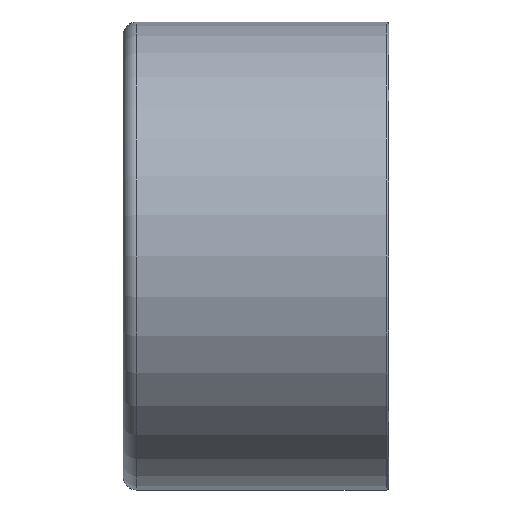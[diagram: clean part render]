
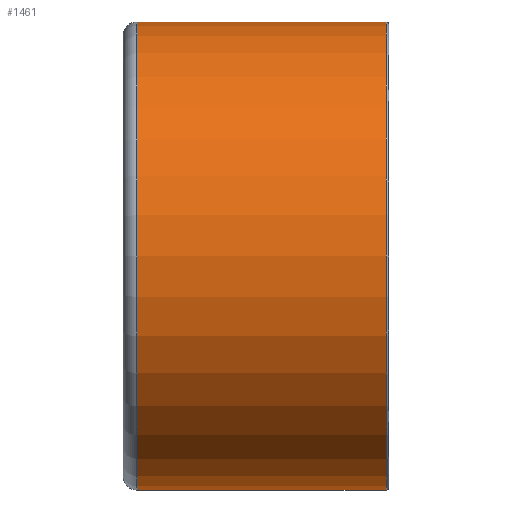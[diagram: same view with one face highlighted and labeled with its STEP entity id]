
A CAD part, left-side view. The second image highlights one B-rep face of the part: STEP entity #1461.
In plain terms, the highlighted cylindrical face has radius 17.627 mm (diameter 35.254 mm), a partial arc.
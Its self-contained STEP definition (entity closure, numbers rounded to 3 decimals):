
#421 = DIRECTION ( 'NONE',  ( 0., 0., -1. ) ) ;
#628 = AXIS2_PLACEMENT_3D ( 'NONE', #4663, #1864, #421 ) ;
#647 = VERTEX_POINT ( 'NONE', #5584 ) ;
#827 = DIRECTION ( 'NONE',  ( 0., -1., 0. ) ) ;
#860 = DIRECTION ( 'NONE',  ( 0., 0., 1. ) ) ;
#878 = EDGE_CURVE ( 'NONE', #1580, #3598, #1380, .T. ) ;
#935 = EDGE_CURVE ( 'NONE', #647, #3598, #3636, .T. ) ;
#1006 = LINE ( 'NONE', #6007, #4360 ) ;
#1264 = ORIENTED_EDGE ( 'NONE', *, *, #3601, .T. ) ;
#1380 = LINE ( 'NONE', #4310, #4946 ) ;
#1461 = ADVANCED_FACE ( 'NONE', ( #4866 ), #4491, .T. ) ;
#1580 = VERTEX_POINT ( 'NONE', #4853 ) ;
#1825 = DIRECTION ( 'NONE',  ( 0., 1., 0. ) ) ;
#1864 = DIRECTION ( 'NONE',  ( 0., -1., 0. ) ) ;
#2279 = ORIENTED_EDGE ( 'NONE', *, *, #935, .T. ) ;
#2365 = EDGE_LOOP ( 'NONE', ( #2367, #1264, #2735, #2279 ) ) ;
#2367 = ORIENTED_EDGE ( 'NONE', *, *, #878, .F. ) ;
#2471 = AXIS2_PLACEMENT_3D ( 'NONE', #5307, #2844, #860 ) ;
#2528 = DIRECTION ( 'NONE',  ( 0., -1., 0. ) ) ;
#2687 = CARTESIAN_POINT ( 'NONE',  ( 0., 91.995, 17.627 ) ) ;
#2735 = ORIENTED_EDGE ( 'NONE', *, *, #2827, .T. ) ;
#2827 = EDGE_CURVE ( 'NONE', #5990, #647, #1006, .T. ) ;
#2844 = DIRECTION ( 'NONE',  ( 0., -1., 0. ) ) ;
#3001 = AXIS2_PLACEMENT_3D ( 'NONE', #3290, #1825, #5301 ) ;
#3290 = CARTESIAN_POINT ( 'NONE',  ( 0., 91.995, 0. ) ) ;
#3598 = VERTEX_POINT ( 'NONE', #2687 ) ;
#3601 = EDGE_CURVE ( 'NONE', #1580, #5990, #4439, .T. ) ;
#3636 = CIRCLE ( 'NONE', #3001, 17.627 ) ;
#3640 = CARTESIAN_POINT ( 'NONE',  ( 0., 110.795, -17.627 ) ) ;
#4310 = CARTESIAN_POINT ( 'NONE',  ( 0., 0., 17.627 ) ) ;
#4360 = VECTOR ( 'NONE', #2528, 1000. ) ;
#4439 = CIRCLE ( 'NONE', #2471, 17.627 ) ;
#4491 = CYLINDRICAL_SURFACE ( 'NONE', #628, 17.627 ) ;
#4663 = CARTESIAN_POINT ( 'NONE',  ( 0., 0., 0. ) ) ;
#4853 = CARTESIAN_POINT ( 'NONE',  ( 0., 110.795, 17.627 ) ) ;
#4866 = FACE_OUTER_BOUND ( 'NONE', #2365, .T. ) ;
#4946 = VECTOR ( 'NONE', #827, 1000. ) ;
#5301 = DIRECTION ( 'NONE',  ( 0., 0., -1. ) ) ;
#5307 = CARTESIAN_POINT ( 'NONE',  ( 0., 110.795, 0. ) ) ;
#5584 = CARTESIAN_POINT ( 'NONE',  ( 0., 91.995, -17.627 ) ) ;
#5990 = VERTEX_POINT ( 'NONE', #3640 ) ;
#6007 = CARTESIAN_POINT ( 'NONE',  ( 0., 0., -17.627 ) ) ;
